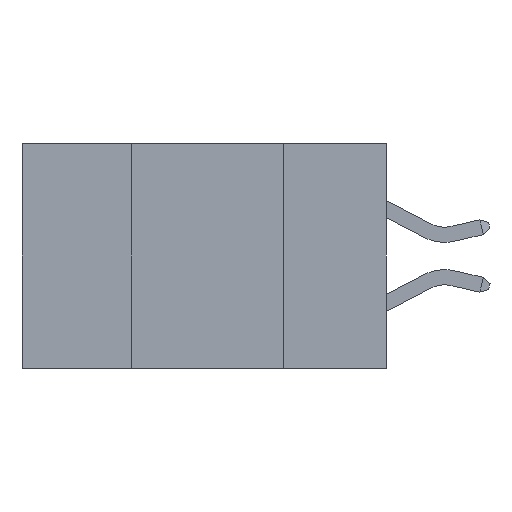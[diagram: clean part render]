
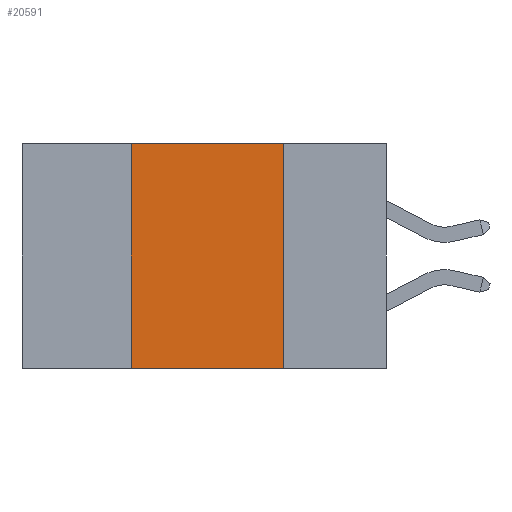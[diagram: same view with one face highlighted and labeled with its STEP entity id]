
A CAD part, left-side view. The second image highlights one B-rep face of the part: STEP entity #20591.
In plain terms, the highlighted planar face has unit normal (-1, 0, 0).
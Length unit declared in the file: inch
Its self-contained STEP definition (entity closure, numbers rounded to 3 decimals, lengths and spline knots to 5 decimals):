
#112 = LINE ( 'NONE', #11321, #18671 ) ;
#776 = EDGE_CURVE ( 'NONE', #19278, #18303, #11613, .T. ) ;
#1298 = DIRECTION ( 'NONE',  ( 0., 0., 1. ) ) ;
#2040 = EDGE_CURVE ( 'NONE', #18303, #20646, #112, .T. ) ;
#3589 = ORIENTED_EDGE ( 'NONE', *, *, #776, .F. ) ;
#3765 = VECTOR ( 'NONE', #7113, 39.37008 ) ;
#3812 = ORIENTED_EDGE ( 'NONE', *, *, #2040, .F. ) ;
#4117 = ORIENTED_EDGE ( 'NONE', *, *, #22224, .F. ) ;
#5476 = FACE_OUTER_BOUND ( 'NONE', #13103, .T. ) ;
#5584 = ORIENTED_EDGE ( 'NONE', *, *, #19834, .T. ) ;
#6631 = VECTOR ( 'NONE', #18408, 39.37008 ) ;
#7113 = DIRECTION ( 'NONE',  ( 0., -1., 0. ) ) ;
#8177 = PLANE ( 'NONE',  #16857 ) ;
#11321 = CARTESIAN_POINT ( 'NONE',  ( 0., 0.17, -0.37 ) ) ;
#11324 = CARTESIAN_POINT ( 'NONE',  ( 0., 0.6, 0. ) ) ;
#11613 = LINE ( 'NONE', #11324, #6631 ) ;
#11937 = DIRECTION ( 'NONE',  ( 0., 0., -1. ) ) ;
#12809 = VERTEX_POINT ( 'NONE', #22540 ) ;
#13103 = EDGE_LOOP ( 'NONE', ( #3812, #3589, #4117, #5584 ) ) ;
#13703 = LINE ( 'NONE', #14537, #3765 ) ;
#14537 = CARTESIAN_POINT ( 'NONE',  ( 0., 0.6, -0.37 ) ) ;
#14962 = CARTESIAN_POINT ( 'NONE',  ( 0., 0.42, 0. ) ) ;
#16603 = LINE ( 'NONE', #23311, #21344 ) ;
#16857 = AXIS2_PLACEMENT_3D ( 'NONE', #20941, #22743, #11937 ) ;
#18303 = VERTEX_POINT ( 'NONE', #19128 ) ;
#18408 = DIRECTION ( 'NONE',  ( 0., -1., 0. ) ) ;
#18671 = VECTOR ( 'NONE', #19713, 39.37008 ) ;
#19128 = CARTESIAN_POINT ( 'NONE',  ( 0., 0.17, 0. ) ) ;
#19278 = VERTEX_POINT ( 'NONE', #14962 ) ;
#19713 = DIRECTION ( 'NONE',  ( 0., 0., -1. ) ) ;
#19834 = EDGE_CURVE ( 'NONE', #12809, #20646, #13703, .T. ) ;
#20591 = ADVANCED_FACE ( 'NONE', ( #5476 ), #8177, .F. ) ;
#20646 = VERTEX_POINT ( 'NONE', #22824 ) ;
#20941 = CARTESIAN_POINT ( 'NONE',  ( 0., 0.6, 0. ) ) ;
#21344 = VECTOR ( 'NONE', #1298, 39.37008 ) ;
#22224 = EDGE_CURVE ( 'NONE', #12809, #19278, #16603, .T. ) ;
#22540 = CARTESIAN_POINT ( 'NONE',  ( 0., 0.42, -0.37 ) ) ;
#22743 = DIRECTION ( 'NONE',  ( 1., 0., 0. ) ) ;
#22824 = CARTESIAN_POINT ( 'NONE',  ( 0., 0.17, -0.37 ) ) ;
#23311 = CARTESIAN_POINT ( 'NONE',  ( 0., 0.42, -0.37 ) ) ;
